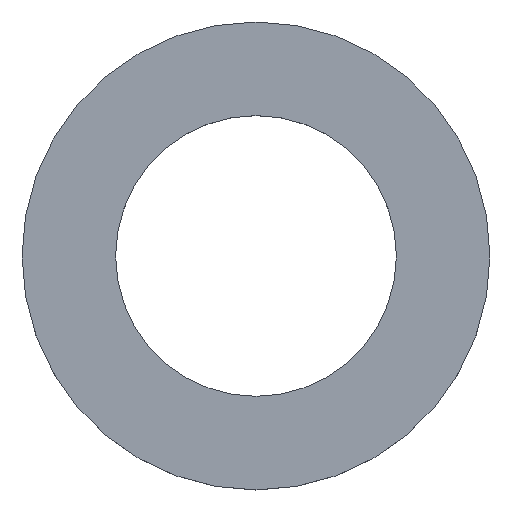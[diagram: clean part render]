
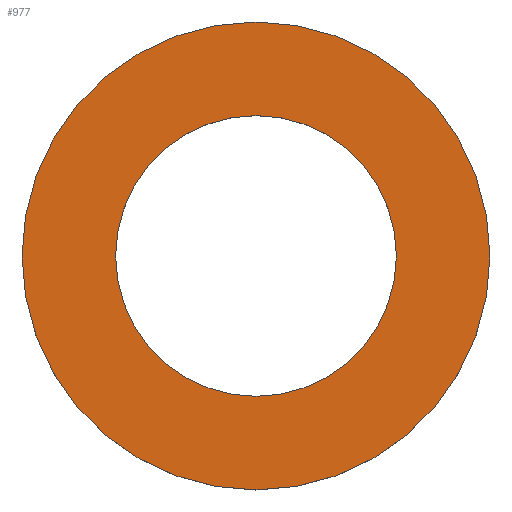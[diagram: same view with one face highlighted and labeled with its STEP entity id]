
A CAD part, top view. The second image highlights one B-rep face of the part: STEP entity #977.
In plain terms, the highlighted planar face has unit normal (0, 0, 1).
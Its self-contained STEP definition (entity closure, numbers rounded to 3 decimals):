
#253=ORIENTED_EDGE('',*,*,#549,.T.);
#254=ORIENTED_EDGE('',*,*,#551,.F.);
#549=EDGE_CURVE('',#699,#699,#1069,.T.);
#551=EDGE_CURVE('',#701,#701,#1071,.T.);
#699=VERTEX_POINT('',#1609);
#701=VERTEX_POINT('',#1614);
#805=EDGE_LOOP('',(#253));
#806=EDGE_LOOP('',(#254));
#867=FACE_BOUND('',#805,.T.);
#868=FACE_BOUND('',#806,.T.);
#924=PLANE('',#1140);
#977=ADVANCED_FACE('',(#867,#868),#924,.T.);
#1069=CIRCLE('',#1136,32.5);
#1071=CIRCLE('',#1139,19.5);
#1136=AXIS2_PLACEMENT_3D('',#1608,#1275,#1276);
#1139=AXIS2_PLACEMENT_3D('',#1613,#1281,#1282);
#1140=AXIS2_PLACEMENT_3D('',#1615,#1283,#1284);
#1275=DIRECTION('',(0.,0.,1.));
#1276=DIRECTION('',(1.,0.,0.));
#1281=DIRECTION('',(0.,0.,1.));
#1282=DIRECTION('',(1.,0.,0.));
#1283=DIRECTION('',(0.,0.,1.));
#1284=DIRECTION('',(1.,0.,0.));
#1608=CARTESIAN_POINT('',(43.295,112.535,15.972));
#1609=CARTESIAN_POINT('',(75.795,112.535,15.972));
#1613=CARTESIAN_POINT('',(43.295,112.535,15.972));
#1614=CARTESIAN_POINT('',(62.795,112.535,15.972));
#1615=CARTESIAN_POINT('',(43.295,112.535,15.972));
